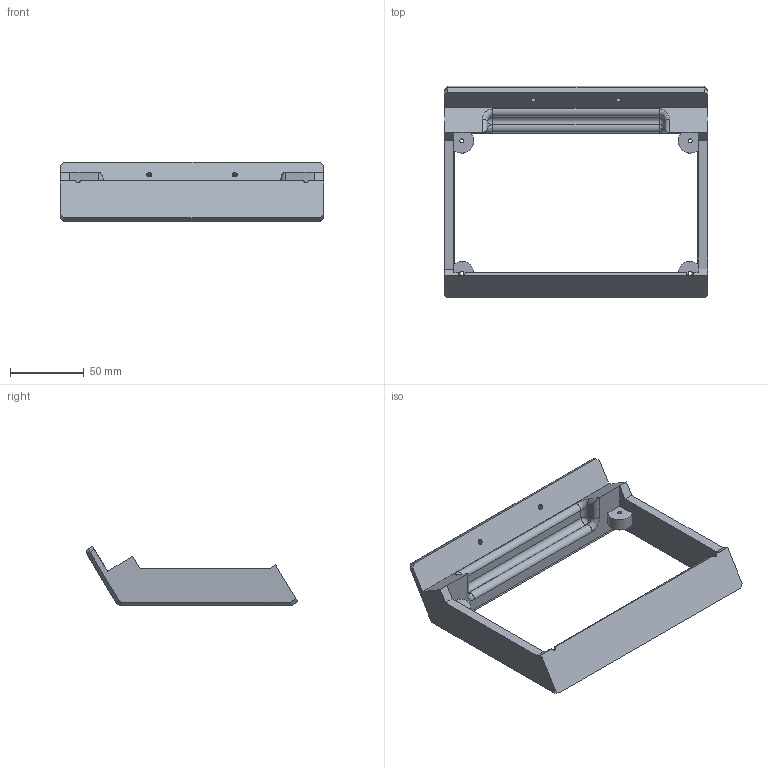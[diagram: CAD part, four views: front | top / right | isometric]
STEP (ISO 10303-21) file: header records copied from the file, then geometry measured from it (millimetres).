
FILE_DESCRIPTION(/* description */ (''),/* implementation_level */ '2;1');
FILE_NAME(/* name */ 'Ender5Plus_BTT-PITFT70.step',/* time_stamp */ '2023-01-23T08:19:22-07:00',/* author */ (''),/* organization */ (''),/* preprocessor_version */ 'ST-DEVELOPER v19.2',/* originating_system */ 'Autodesk Translation Framework v11.17.0.187',/* authorisation */ '');
FILE_SCHEMA (('AUTOMOTIVE_DESIGN { 1 0 10303 214 3 1 1 }'));
Length unit declared in the file: millimetre
Products named in the file (1): Ender5Plus_BTT-Pi-TFT70_CaseOnly
Bounding box: 179 x 143.63 x 40.6 mm (x, y, z)
Volume: 142937.2 mm3; surface area: 50097.3 mm2
Topology: 1 solids, 1 shells, 100 faces, 247 edges, 153 vertices
Faces by surface type: plane 58, cylinder 32, bspline 4, cone 4, sphere 2
Full cylindrical faces by diameter (mm): 2.75 x4, 3.5 x2, 6.5 x6
Entity records: 3115 total; most frequent: CARTESIAN_POINT 651, DIRECTION 512, ORIENTED_EDGE 490, EDGE_CURVE 245, LINE 172, VECTOR 172, AXIS2_PLACEMENT_3D 170, VERTEX_POINT 153
